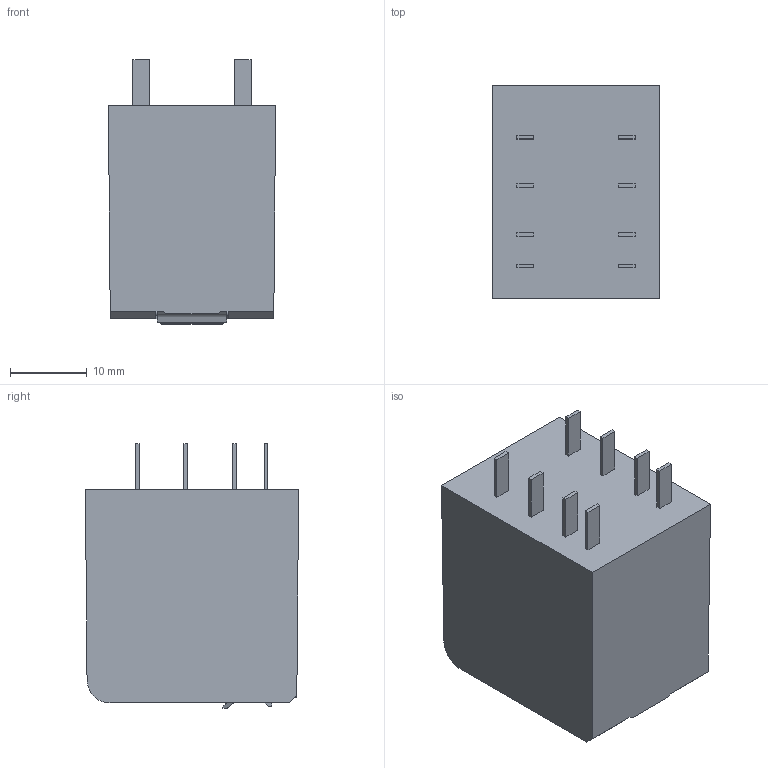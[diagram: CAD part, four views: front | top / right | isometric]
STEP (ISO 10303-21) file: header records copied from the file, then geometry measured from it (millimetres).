
FILE_DESCRIPTION((''),'2;1');
FILE_NAME('C-4-1419111-2','2018-03-26T',('workeradm'),('TE Connectivity Ltd.'),'CREO PARAMETRIC BY PTC INC, 2016050','CREO PARAMETRIC BY PTC INC, 2016050','');
FILE_SCHEMA(('AUTOMOTIVE_DESIGN { 1 0 10303 214 1 1 1 1 }'));
Length unit declared in the file: millimetre
Products named in the file (1): C-4-1419111-2
Bounding box: 21.8 x 27.8 x 34.5 mm (x, y, z)
Volume: 16487.8 mm3; surface area: 4352.5 mm2
Topology: 1 solids, 1 shells, 111 faces, 292 edges, 194 vertices
Faces by surface type: plane 89, cylinder 22
Entity records: 3468 total; most frequent: CARTESIAN_POINT 689, ORIENTED_EDGE 584, DIRECTION 518, EDGE_CURVE 292, VECTOR 248, LINE 248, VERTEX_POINT 194, AXIS2_PLACEMENT_3D 135
